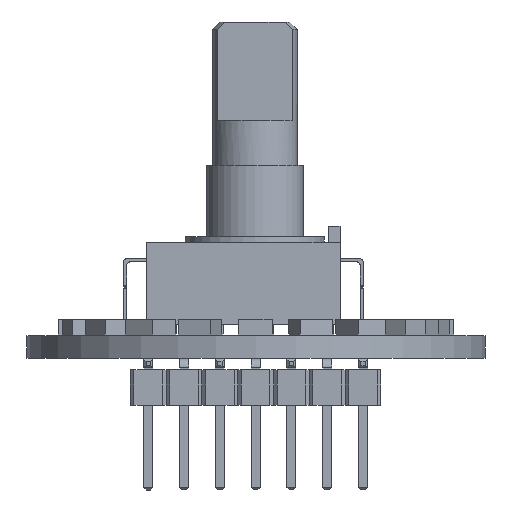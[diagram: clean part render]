
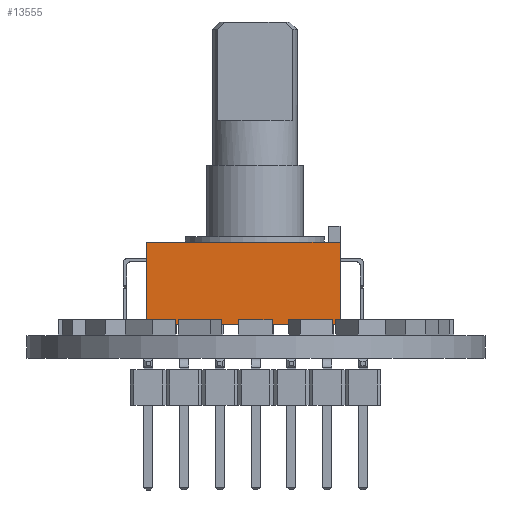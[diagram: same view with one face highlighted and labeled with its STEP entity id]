
A CAD part, front view. The second image highlights one B-rep face of the part: STEP entity #13555.
In plain terms, the highlighted face is planar.
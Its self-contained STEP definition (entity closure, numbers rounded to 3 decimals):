
#13404 = PLANE('',#13405);
#13405 = AXIS2_PLACEMENT_3D('',#13406,#13407,#13408);
#13406 = CARTESIAN_POINT('',(0.,5.842,0.));
#13407 = DIRECTION('',(0.,-1.,0.));
#13408 = DIRECTION('',(0.,0.,-1.));
#13467 = PLANE('',#13468);
#13468 = AXIS2_PLACEMENT_3D('',#13469,#13470,#13471);
#13469 = CARTESIAN_POINT('',(0.,5.842,-13.716));
#13470 = DIRECTION('',(0.,0.,1.));
#13471 = DIRECTION('',(1.,0.,0.));
#13518 = PLANE('',#13519);
#13519 = AXIS2_PLACEMENT_3D('',#13520,#13521,#13522);
#13520 = CARTESIAN_POINT('',(0.,5.842,0.));
#13521 = DIRECTION('',(0.,0.,-1.));
#13522 = DIRECTION('',(-1.,0.,0.));
#13544 = PLANE('',#13545);
#13545 = AXIS2_PLACEMENT_3D('',#13546,#13547,#13548);
#13546 = CARTESIAN_POINT('',(0.,0.,0.));
#13547 = DIRECTION('',(0.,-1.,0.));
#13548 = DIRECTION('',(0.,0.,-1.));
#13555 = ADVANCED_FACE('',(#13556),#13570,.F.);
#13556 = FACE_BOUND('',#13557,.F.);
#13557 = EDGE_LOOP('',(#13558,#13588,#13611,#13634));
#13558 = ORIENTED_EDGE('',*,*,#13559,.T.);
#13559 = EDGE_CURVE('',#13560,#13562,#13564,.T.);
#13560 = VERTEX_POINT('',#13561);
#13561 = CARTESIAN_POINT('',(11.735,5.842,0.));
#13562 = VERTEX_POINT('',#13563);
#13563 = CARTESIAN_POINT('',(11.735,5.842,-13.716));
#13564 = SURFACE_CURVE('',#13565,(#13569,#13581),.PCURVE_S1.);
#13565 = LINE('',#13566,#13567);
#13566 = CARTESIAN_POINT('',(11.735,5.842,0.));
#13567 = VECTOR('',#13568,1.);
#13568 = DIRECTION('',(0.,0.,-1.));
#13569 = PCURVE('',#13570,#13575);
#13570 = PLANE('',#13571);
#13571 = AXIS2_PLACEMENT_3D('',#13572,#13573,#13574);
#13572 = CARTESIAN_POINT('',(11.735,5.842,0.));
#13573 = DIRECTION('',(-1.,0.,0.));
#13574 = DIRECTION('',(0.,0.,1.));
#13575 = DEFINITIONAL_REPRESENTATION('',(#13576),#13580);
#13576 = LINE('',#13577,#13578);
#13577 = CARTESIAN_POINT('',(0.,0.));
#13578 = VECTOR('',#13579,1.);
#13579 = DIRECTION('',(-1.,0.));
#13580 = ( GEOMETRIC_REPRESENTATION_CONTEXT(2) 
PARAMETRIC_REPRESENTATION_CONTEXT() REPRESENTATION_CONTEXT('2D SPACE',''
  ) );
#13581 = PCURVE('',#13404,#13582);
#13582 = DEFINITIONAL_REPRESENTATION('',(#13583),#13587);
#13583 = LINE('',#13584,#13585);
#13584 = CARTESIAN_POINT('',(0.,11.735));
#13585 = VECTOR('',#13586,1.);
#13586 = DIRECTION('',(1.,0.));
#13587 = ( GEOMETRIC_REPRESENTATION_CONTEXT(2) 
PARAMETRIC_REPRESENTATION_CONTEXT() REPRESENTATION_CONTEXT('2D SPACE',''
  ) );
#13588 = ORIENTED_EDGE('',*,*,#13589,.T.);
#13589 = EDGE_CURVE('',#13562,#13590,#13592,.T.);
#13590 = VERTEX_POINT('',#13591);
#13591 = CARTESIAN_POINT('',(11.735,0.,-13.716));
#13592 = SURFACE_CURVE('',#13593,(#13597,#13604),.PCURVE_S1.);
#13593 = LINE('',#13594,#13595);
#13594 = CARTESIAN_POINT('',(11.735,5.842,-13.716));
#13595 = VECTOR('',#13596,1.);
#13596 = DIRECTION('',(0.,-1.,0.));
#13597 = PCURVE('',#13570,#13598);
#13598 = DEFINITIONAL_REPRESENTATION('',(#13599),#13603);
#13599 = LINE('',#13600,#13601);
#13600 = CARTESIAN_POINT('',(-13.716,0.));
#13601 = VECTOR('',#13602,1.);
#13602 = DIRECTION('',(0.,-1.));
#13603 = ( GEOMETRIC_REPRESENTATION_CONTEXT(2) 
PARAMETRIC_REPRESENTATION_CONTEXT() REPRESENTATION_CONTEXT('2D SPACE',''
  ) );
#13604 = PCURVE('',#13467,#13605);
#13605 = DEFINITIONAL_REPRESENTATION('',(#13606),#13610);
#13606 = LINE('',#13607,#13608);
#13607 = CARTESIAN_POINT('',(11.735,0.));
#13608 = VECTOR('',#13609,1.);
#13609 = DIRECTION('',(0.,-1.));
#13610 = ( GEOMETRIC_REPRESENTATION_CONTEXT(2) 
PARAMETRIC_REPRESENTATION_CONTEXT() REPRESENTATION_CONTEXT('2D SPACE',''
  ) );
#13611 = ORIENTED_EDGE('',*,*,#13612,.F.);
#13612 = EDGE_CURVE('',#13613,#13590,#13615,.T.);
#13613 = VERTEX_POINT('',#13614);
#13614 = CARTESIAN_POINT('',(11.735,0.,0.));
#13615 = SURFACE_CURVE('',#13616,(#13620,#13627),.PCURVE_S1.);
#13616 = LINE('',#13617,#13618);
#13617 = CARTESIAN_POINT('',(11.735,0.,0.));
#13618 = VECTOR('',#13619,1.);
#13619 = DIRECTION('',(0.,0.,-1.));
#13620 = PCURVE('',#13570,#13621);
#13621 = DEFINITIONAL_REPRESENTATION('',(#13622),#13626);
#13622 = LINE('',#13623,#13624);
#13623 = CARTESIAN_POINT('',(0.,-5.842));
#13624 = VECTOR('',#13625,1.);
#13625 = DIRECTION('',(-1.,0.));
#13626 = ( GEOMETRIC_REPRESENTATION_CONTEXT(2) 
PARAMETRIC_REPRESENTATION_CONTEXT() REPRESENTATION_CONTEXT('2D SPACE',''
  ) );
#13627 = PCURVE('',#13544,#13628);
#13628 = DEFINITIONAL_REPRESENTATION('',(#13629),#13633);
#13629 = LINE('',#13630,#13631);
#13630 = CARTESIAN_POINT('',(0.,11.735));
#13631 = VECTOR('',#13632,1.);
#13632 = DIRECTION('',(1.,0.));
#13633 = ( GEOMETRIC_REPRESENTATION_CONTEXT(2) 
PARAMETRIC_REPRESENTATION_CONTEXT() REPRESENTATION_CONTEXT('2D SPACE',''
  ) );
#13634 = ORIENTED_EDGE('',*,*,#13635,.F.);
#13635 = EDGE_CURVE('',#13560,#13613,#13636,.T.);
#13636 = SURFACE_CURVE('',#13637,(#13641,#13648),.PCURVE_S1.);
#13637 = LINE('',#13638,#13639);
#13638 = CARTESIAN_POINT('',(11.735,5.842,0.));
#13639 = VECTOR('',#13640,1.);
#13640 = DIRECTION('',(0.,-1.,0.));
#13641 = PCURVE('',#13570,#13642);
#13642 = DEFINITIONAL_REPRESENTATION('',(#13643),#13647);
#13643 = LINE('',#13644,#13645);
#13644 = CARTESIAN_POINT('',(0.,0.));
#13645 = VECTOR('',#13646,1.);
#13646 = DIRECTION('',(0.,-1.));
#13647 = ( GEOMETRIC_REPRESENTATION_CONTEXT(2) 
PARAMETRIC_REPRESENTATION_CONTEXT() REPRESENTATION_CONTEXT('2D SPACE',''
  ) );
#13648 = PCURVE('',#13518,#13649);
#13649 = DEFINITIONAL_REPRESENTATION('',(#13650),#13654);
#13650 = LINE('',#13651,#13652);
#13651 = CARTESIAN_POINT('',(-11.735,0.));
#13652 = VECTOR('',#13653,1.);
#13653 = DIRECTION('',(0.,-1.));
#13654 = ( GEOMETRIC_REPRESENTATION_CONTEXT(2) 
PARAMETRIC_REPRESENTATION_CONTEXT() REPRESENTATION_CONTEXT('2D SPACE',''
  ) );
